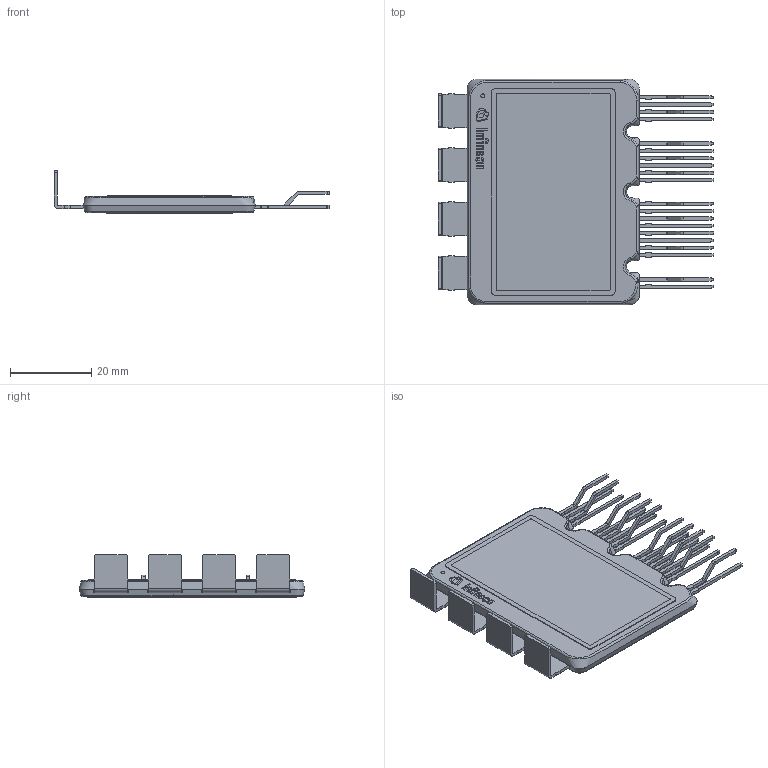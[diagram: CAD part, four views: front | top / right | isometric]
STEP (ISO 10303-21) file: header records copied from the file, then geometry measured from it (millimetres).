
FILE_DESCRIPTION(/* description */ (''),/* implementation_level */ '2;1');
FILE_NAME(/* name */ 'PG-MDIP-24-4_Z8B00215566_V07_3D.stp',/* time_stamp */ '2023-03-23T11:20:40+06:00',/* author */ ('Subramani'),/* organization */ (''),/* preprocessor_version */ 'ST-DEVELOPER v16.13',/* originating_system */ 'AutoCAD Mechanical',/* authorisation */ '');
FILE_SCHEMA (('AUTOMOTIVE_DESIGN { 1 0 10303 214 3 1 1 }'));
Length unit declared in the file: millimetre
Products named in the file (1): Product
Bounding box: 67.8 x 55.5 x 10.4 mm (x, y, z)
Volume: 10186.1 mm3; surface area: 18868.8 mm2
Topology: 43 solids, 43 shells, 821 faces, 2199 edges, 1468 vertices
Faces by surface type: plane 512, cylinder 255, bspline 46, torus 8
Full cylindrical faces by diameter (mm): 0.444 x1, 0.951 x1, 1 x2, 1.6 x8
Entity records: 33421 total; most frequent: CARTESIAN_POINT 12843, ORIENTED_EDGE 4340, DIRECTION 4117, EDGE_CURVE 2170, LINE 1535, VECTOR 1535, VERTEX_POINT 1464, AXIS2_PLACEMENT_3D 1291
